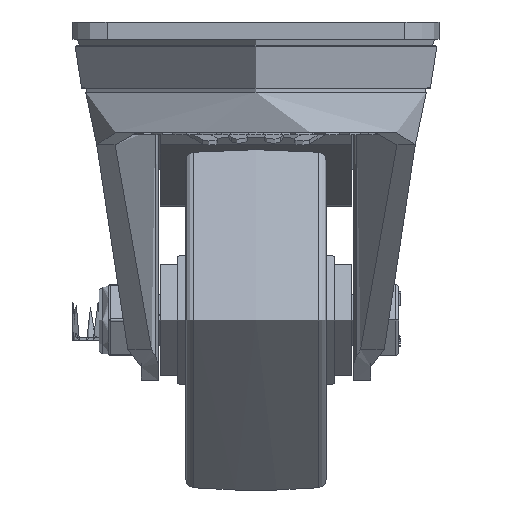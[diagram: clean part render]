
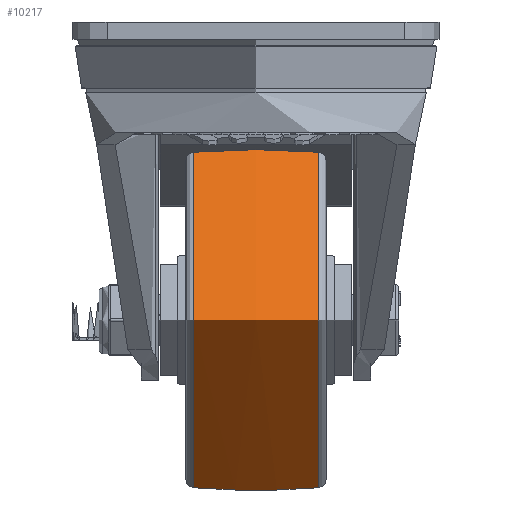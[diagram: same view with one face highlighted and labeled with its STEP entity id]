
A CAD part, left-side view. The second image highlights one B-rep face of the part: STEP entity #10217.
In plain terms, the highlighted free-form (B-spline) face has degree [2, 2] with [3, 9] control points.
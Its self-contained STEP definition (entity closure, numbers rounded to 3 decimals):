
#35=(
BOUNDED_SURFACE()
B_SPLINE_SURFACE(2,2,((#18247,#18248,#18249,#18250,#18251,#18252,#18253,
#18254,#18255),(#18256,#18257,#18258,#18259,#18260,#18261,#18262,#18263,
#18264),(#18265,#18266,#18267,#18268,#18269,#18270,#18271,#18272,#18273)),
 .UNSPECIFIED.,.F.,.T.,.F.)
B_SPLINE_SURFACE_WITH_KNOTS((3,3),(3,2,2,2,3),(-0.081,0.081),
(-3.142,-1.571,0.,1.571,3.142),
 .UNSPECIFIED.)
GEOMETRIC_REPRESENTATION_ITEM()
RATIONAL_B_SPLINE_SURFACE(((1.,0.707,1.,0.707,1.,
0.707,1.,0.707,1.),(0.997,0.705,
0.997,0.705,0.997,0.705,
0.997,0.705,0.997),(1.,0.707,
1.,0.707,1.,0.707,1.,0.707,1.)))
REPRESENTATION_ITEM('')
SURFACE()
);
#1229=FACE_OUTER_BOUND('',#1847,.T.);
#1847=EDGE_LOOP('',(#8661,#8662,#8663,#8664));
#4113=CIRCLE('',#11237,39.408);
#4114=CIRCLE('',#11238,181.875);
#4115=CIRCLE('',#11239,39.408);
#4873=VERTEX_POINT('',#18244);
#4874=VERTEX_POINT('',#18274);
#6178=EDGE_CURVE('',#4873,#4873,#4113,.T.);
#6179=EDGE_CURVE('',#4873,#4874,#4114,.T.);
#6180=EDGE_CURVE('',#4874,#4874,#4115,.T.);
#8661=ORIENTED_EDGE('',*,*,#6178,.F.);
#8662=ORIENTED_EDGE('',*,*,#6179,.T.);
#8663=ORIENTED_EDGE('',*,*,#6180,.T.);
#8664=ORIENTED_EDGE('',*,*,#6179,.F.);
#10217=ADVANCED_FACE('',(#1229),#35,.F.);
#11237=AXIS2_PLACEMENT_3D('',#18246,#13525,#13526);
#11238=AXIS2_PLACEMENT_3D('',#18275,#13527,#13528);
#11239=AXIS2_PLACEMENT_3D('',#18276,#13529,#13530);
#13525=DIRECTION('center_axis',(0.,1.,0.));
#13526=DIRECTION('ref_axis',(0.,0.,1.));
#13527=DIRECTION('center_axis',(-1.,0.,0.));
#13528=DIRECTION('ref_axis',(0.,0.,-1.));
#13529=DIRECTION('center_axis',(0.,1.,0.));
#13530=DIRECTION('ref_axis',(0.,0.,1.));
#18244=CARTESIAN_POINT('',(0.,14.661,-39.408));
#18246=CARTESIAN_POINT('Origin',(0.,14.661,0.));
#18247=CARTESIAN_POINT('Ctrl Pts',(0.,-14.661,-39.408));
#18248=CARTESIAN_POINT('Ctrl Pts',(-39.408,-14.661,
-39.408));
#18249=CARTESIAN_POINT('Ctrl Pts',(-39.408,-14.661,
0.));
#18250=CARTESIAN_POINT('Ctrl Pts',(-39.408,-14.661,
39.408));
#18251=CARTESIAN_POINT('Ctrl Pts',(0.,-14.661,39.408));
#18252=CARTESIAN_POINT('Ctrl Pts',(39.408,-14.661,39.408));
#18253=CARTESIAN_POINT('Ctrl Pts',(39.408,-14.661,0.));
#18254=CARTESIAN_POINT('Ctrl Pts',(39.408,-14.661,-39.408));
#18255=CARTESIAN_POINT('Ctrl Pts',(0.,-14.661,-39.408));
#18256=CARTESIAN_POINT('Ctrl Pts',(0.,0.,-40.594));
#18257=CARTESIAN_POINT('Ctrl Pts',(-40.594,0.,
-40.594));
#18258=CARTESIAN_POINT('Ctrl Pts',(-40.594,0.,
0.));
#18259=CARTESIAN_POINT('Ctrl Pts',(-40.594,0.,
40.594));
#18260=CARTESIAN_POINT('Ctrl Pts',(0.,0.,40.594));
#18261=CARTESIAN_POINT('Ctrl Pts',(40.594,0.,
40.594));
#18262=CARTESIAN_POINT('Ctrl Pts',(40.594,0.,
0.));
#18263=CARTESIAN_POINT('Ctrl Pts',(40.594,0.,
-40.594));
#18264=CARTESIAN_POINT('Ctrl Pts',(0.,0.,-40.594));
#18265=CARTESIAN_POINT('Ctrl Pts',(0.,14.661,-39.408));
#18266=CARTESIAN_POINT('Ctrl Pts',(-39.408,14.661,-39.408));
#18267=CARTESIAN_POINT('Ctrl Pts',(-39.408,14.661,0.));
#18268=CARTESIAN_POINT('Ctrl Pts',(-39.408,14.661,39.408));
#18269=CARTESIAN_POINT('Ctrl Pts',(0.,14.661,39.408));
#18270=CARTESIAN_POINT('Ctrl Pts',(39.408,14.661,39.408));
#18271=CARTESIAN_POINT('Ctrl Pts',(39.408,14.661,0.));
#18272=CARTESIAN_POINT('Ctrl Pts',(39.408,14.661,-39.408));
#18273=CARTESIAN_POINT('Ctrl Pts',(0.,14.661,-39.408));
#18274=CARTESIAN_POINT('',(0.,-14.661,-39.408));
#18275=CARTESIAN_POINT('Origin',(0.,0.,
141.875));
#18276=CARTESIAN_POINT('Origin',(0.,-14.661,0.));
